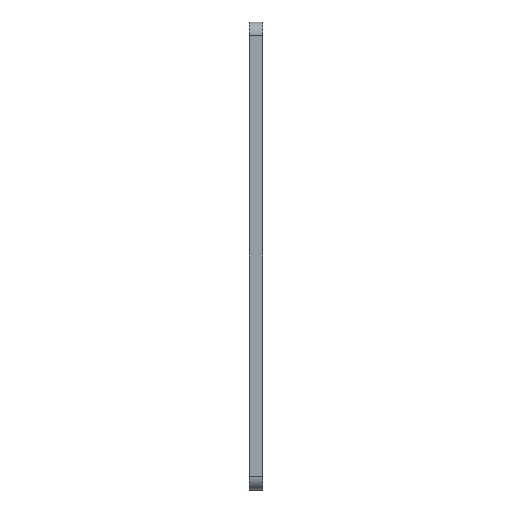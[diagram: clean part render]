
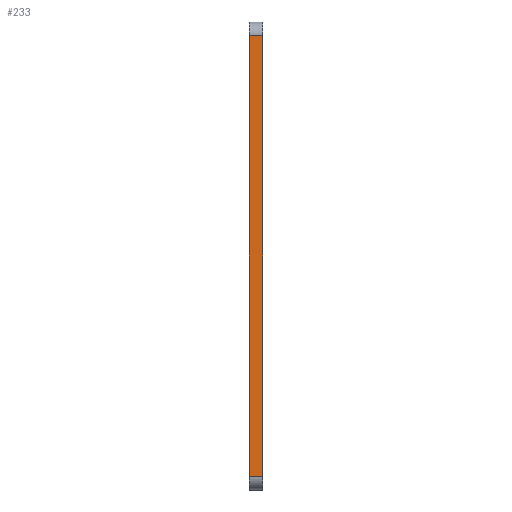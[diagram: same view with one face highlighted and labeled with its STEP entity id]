
A CAD part, left-side view. The second image highlights one B-rep face of the part: STEP entity #233.
In plain terms, the highlighted planar face has unit normal (-1, 0, 0).
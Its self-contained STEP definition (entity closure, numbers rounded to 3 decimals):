
#16 = AXIS2_PLACEMENT_3D ( 'NONE', #69, #184, #506 ) ;
#22 = CARTESIAN_POINT ( 'NONE',  ( -13., 0., 70.5 ) ) ;
#59 = DIRECTION ( 'NONE',  ( 0., 0., 1. ) ) ;
#69 = CARTESIAN_POINT ( 'NONE',  ( -13., 0., -13. ) ) ;
#77 = ORIENTED_EDGE ( 'NONE', *, *, #673, .T. ) ;
#81 = VECTOR ( 'NONE', #461, 1000. ) ;
#88 = CARTESIAN_POINT ( 'NONE',  ( -13., 0., -10.5 ) ) ;
#131 = VERTEX_POINT ( 'NONE', #166 ) ;
#142 = CARTESIAN_POINT ( 'NONE',  ( -13., 2.5, -10.5 ) ) ;
#166 = CARTESIAN_POINT ( 'NONE',  ( -13., 0., -10.5 ) ) ;
#170 = PLANE ( 'NONE',  #16 ) ;
#179 = VERTEX_POINT ( 'NONE', #259 ) ;
#184 = DIRECTION ( 'NONE',  ( -1., 0., 0. ) ) ;
#233 = ADVANCED_FACE ( 'NONE', ( #397 ), #170, .T. ) ;
#246 = ORIENTED_EDGE ( 'NONE', *, *, #274, .F. ) ;
#247 = DIRECTION ( 'NONE',  ( 0., 0., 1. ) ) ;
#259 = CARTESIAN_POINT ( 'NONE',  ( -13., 2.5, 70.5 ) ) ;
#272 = EDGE_LOOP ( 'NONE', ( #446, #549, #246, #77 ) ) ;
#274 = EDGE_CURVE ( 'NONE', #388, #179, #551, .T. ) ;
#277 = VERTEX_POINT ( 'NONE', #621 ) ;
#290 = LINE ( 'NONE', #626, #671 ) ;
#294 = LINE ( 'NONE', #22, #81 ) ;
#328 = EDGE_CURVE ( 'NONE', #131, #277, #290, .T. ) ;
#344 = CARTESIAN_POINT ( 'NONE',  ( -13., 2.5, -13. ) ) ;
#388 = VERTEX_POINT ( 'NONE', #142 ) ;
#397 = FACE_OUTER_BOUND ( 'NONE', #272, .T. ) ;
#413 = VECTOR ( 'NONE', #636, 1000. ) ;
#427 = VECTOR ( 'NONE', #59, 1000. ) ;
#446 = ORIENTED_EDGE ( 'NONE', *, *, #328, .T. ) ;
#461 = DIRECTION ( 'NONE',  ( 0., 1., 0. ) ) ;
#467 = LINE ( 'NONE', #88, #413 ) ;
#506 = DIRECTION ( 'NONE',  ( 0., 0., 1. ) ) ;
#549 = ORIENTED_EDGE ( 'NONE', *, *, #665, .T. ) ;
#551 = LINE ( 'NONE', #344, #427 ) ;
#621 = CARTESIAN_POINT ( 'NONE',  ( -13., 0., 70.5 ) ) ;
#626 = CARTESIAN_POINT ( 'NONE',  ( -13., 0., -13. ) ) ;
#636 = DIRECTION ( 'NONE',  ( 0., -1., 0. ) ) ;
#665 = EDGE_CURVE ( 'NONE', #277, #179, #294, .T. ) ;
#671 = VECTOR ( 'NONE', #247, 1000. ) ;
#673 = EDGE_CURVE ( 'NONE', #388, #131, #467, .T. ) ;
